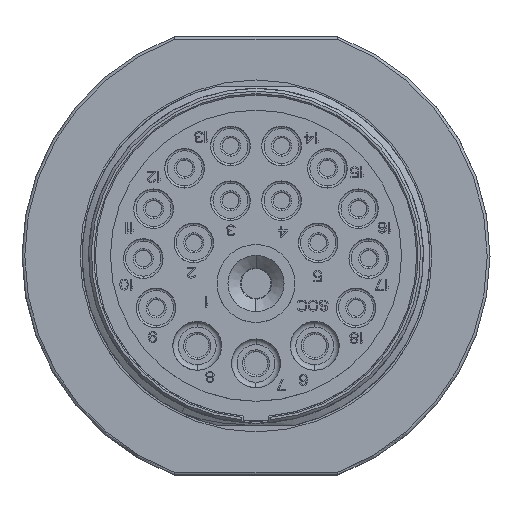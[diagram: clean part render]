
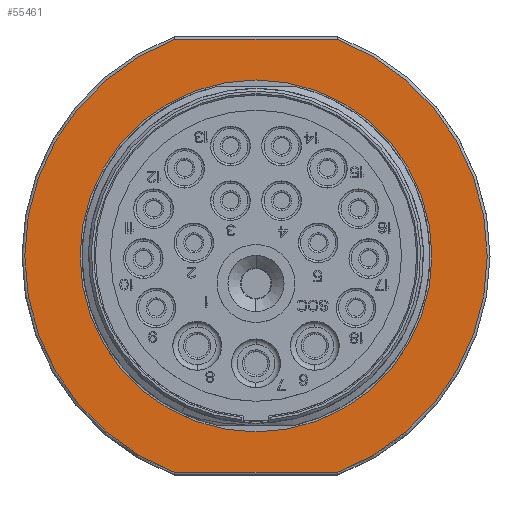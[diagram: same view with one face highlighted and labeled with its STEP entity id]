
A CAD part, top view. The second image highlights one B-rep face of the part: STEP entity #55461.
In plain terms, the highlighted planar face has unit normal (0, 0, 1).
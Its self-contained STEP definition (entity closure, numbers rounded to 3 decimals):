
#14119=CARTESIAN_POINT('',(0.,0.,15.4));
#14120=DIRECTION('',(0.,0.,-1.));
#14121=DIRECTION('',(-0.351,-0.936,0.));
#14122=AXIS2_PLACEMENT_3D('',#14119,#14120,#14121);
#14124=CARTESIAN_POINT('',(0.,0.,15.4));
#14125=DIRECTION('',(0.,0.,-1.));
#14126=DIRECTION('',(-1.,0.001,0.));
#14127=AXIS2_PLACEMENT_3D('',#14124,#14125,#14126);
#14129=CARTESIAN_POINT('',(0.,0.,15.4));
#14130=DIRECTION('',(0.,0.,-1.));
#14131=DIRECTION('',(0.351,0.936,0.));
#14132=AXIS2_PLACEMENT_3D('',#14129,#14130,#14131);
#14134=CARTESIAN_POINT('',(0.,0.,15.4));
#14135=DIRECTION('',(0.,0.,-1.));
#14136=DIRECTION('',(1.,-0.001,0.));
#14137=AXIS2_PLACEMENT_3D('',#14134,#14135,#14136);
#14139=CARTESIAN_POINT('',(0.,0.,15.4));
#14140=DIRECTION('',(0.,0.,1.));
#14141=DIRECTION('',(1.,0.,0.));
#14142=AXIS2_PLACEMENT_3D('',#14139,#14140,#14141);
#14144=CARTESIAN_POINT('',(0.,0.,15.4));
#14145=DIRECTION('',(0.,0.,1.));
#14146=DIRECTION('',(-1.,0.,0.));
#14147=AXIS2_PLACEMENT_3D('',#14144,#14145,#14146);
#14179=DIRECTION('',(1.,0.,0.));
#14180=VECTOR('',#14179,17.636);
#14181=CARTESIAN_POINT('',(-8.818,-23.5,15.4));
#14182=LINE('',#14181,#14180);
#14217=DIRECTION('',(-1.,0.,0.));
#14218=VECTOR('',#14217,17.636);
#14219=CARTESIAN_POINT('',(8.818,23.5,15.4));
#14220=LINE('',#14219,#14218);
#31847=CARTESIAN_POINT('',(-25.1,0.023,15.4));
#31848=CARTESIAN_POINT('',(-8.818,23.5,15.4));
#31849=VERTEX_POINT('',#31847);
#31850=VERTEX_POINT('',#31848);
#31851=CARTESIAN_POINT('',(-8.818,-23.5,15.4));
#31852=VERTEX_POINT('',#31851);
#31853=CARTESIAN_POINT('',(8.818,23.5,15.4));
#31854=VERTEX_POINT('',#31853);
#31855=CARTESIAN_POINT('',(25.1,-0.023,15.4));
#31856=CARTESIAN_POINT('',(8.818,-23.5,15.4));
#31857=VERTEX_POINT('',#31855);
#31858=VERTEX_POINT('',#31856);
#35522=CARTESIAN_POINT('',(19.1,0.,15.4));
#35523=CARTESIAN_POINT('',(-19.1,0.,15.4));
#35524=VERTEX_POINT('',#35522);
#35525=VERTEX_POINT('',#35523);
#55437=CARTESIAN_POINT('',(0.,0.,15.4));
#55438=DIRECTION('',(0.,0.,-1.));
#55439=DIRECTION('',(0.,-1.,0.));
#55440=AXIS2_PLACEMENT_3D('',#55437,#55438,#55439);
#55441=PLANE('',#55440);
#55443=ORIENTED_EDGE('',*,*,#55442,.T.);
#55445=ORIENTED_EDGE('',*,*,#55444,.T.);
#55447=ORIENTED_EDGE('',*,*,#55446,.F.);
#55449=ORIENTED_EDGE('',*,*,#55448,.T.);
#55451=ORIENTED_EDGE('',*,*,#55450,.T.);
#55453=ORIENTED_EDGE('',*,*,#55452,.F.);
#55454=EDGE_LOOP('',(#55443,#55445,#55447,#55449,#55451,#55453));
#55455=FACE_OUTER_BOUND('',#55454,.F.);
#55456=ORIENTED_EDGE('',*,*,#55427,.T.);
#55458=ORIENTED_EDGE('',*,*,#55457,.T.);
#55459=EDGE_LOOP('',(#55456,#55458));
#55460=FACE_BOUND('',#55459,.F.);
#55461=ADVANCED_FACE('',(#55455,#55460),#55441,.F.);
#14123=CIRCLE('',#14122,25.1);
#14128=CIRCLE('',#14127,25.1);
#14133=CIRCLE('',#14132,25.1);
#14138=CIRCLE('',#14137,25.1);
#14143=CIRCLE('',#14142,19.1);
#14148=CIRCLE('',#14147,19.1);
#55427=EDGE_CURVE('',#35524,#35525,#14143,.T.);
#55442=EDGE_CURVE('',#31852,#31849,#14123,.T.);
#55444=EDGE_CURVE('',#31849,#31850,#14128,.T.);
#55446=EDGE_CURVE('',#31854,#31850,#14220,.T.);
#55448=EDGE_CURVE('',#31854,#31857,#14133,.T.);
#55450=EDGE_CURVE('',#31857,#31858,#14138,.T.);
#55452=EDGE_CURVE('',#31852,#31858,#14182,.T.);
#55457=EDGE_CURVE('',#35525,#35524,#14148,.T.);
